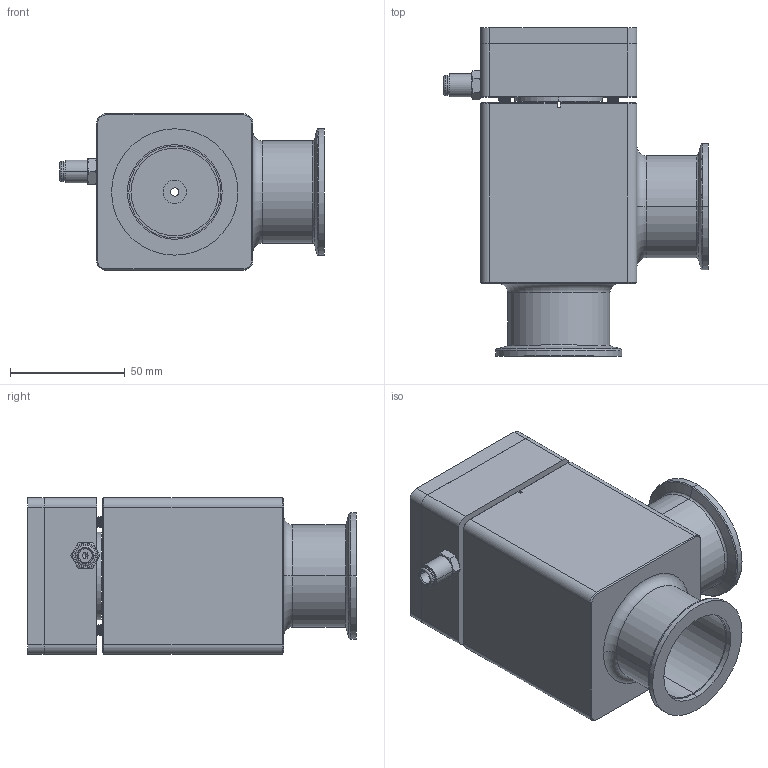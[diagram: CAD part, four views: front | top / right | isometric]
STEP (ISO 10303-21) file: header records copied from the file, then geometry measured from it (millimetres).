
FILE_DESCRIPTION(/* description */ (''),/* implementation_level */ '2;1');
FILE_NAME(/* name */ 'PAV-A04100 SHELLED.stp',/* time_stamp */ '2025-08-15T15:23:29+07:00',/* author */ (''),/* organization */ (''),/* preprocessor_version */ 'ST-DEVELOPER v19.3',/* originating_system */ 'SIEMENS PLM Software NX2212.6000',/* authorisation */ '');
FILE_SCHEMA (('AUTOMOTIVE_DESIGN { 1 0 10303 214 3 1 1 1 }'));
Length unit declared in the file: millimetre
Products named in the file (7): 35-01520; 2000194031_Shelled; 29-00062_5225K50627223; 39-01023_closed; 9551-00005M-35_91292A193; 35-01457_DN40; PAV-A04100 SHELLED_step
Assembly tree (9 placements, depth 2):
  PAV-A04100 SHELLED_step
    35-01457_DN40
    9551-00005M-35_91292A193  x4
    39-01023_closed
    29-00062_5225K50627223
    2000194031_Shelled
    35-01520
Bounding box: 115 x 142.8 x 68.02 mm (x, y, z)
Volume: 287633.2 mm3; surface area: 97470.3 mm2
Topology: 9 solids, 9 shells, 855 faces, 2258 edges, 1444 vertices
Faces by surface type: cylinder 573, plane 124, cone 124, torus 24, bspline 10
Entity records: 17172 total; most frequent: CARTESIAN_POINT 7416, ORIENTED_EDGE 2112, DIRECTION 1934, EDGE_CURVE 1056, AXIS2_PLACEMENT_3D 765, VERTEX_POINT 667, EDGE_LOOP 481, ADVANCED_FACE 426
